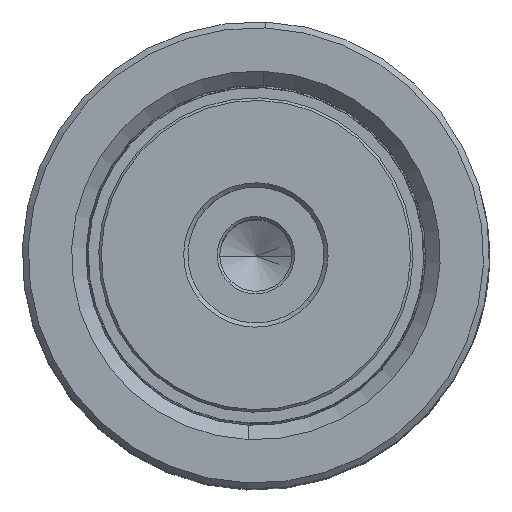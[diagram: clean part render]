
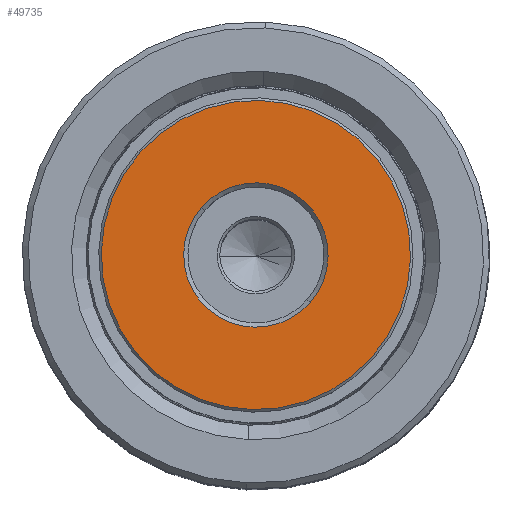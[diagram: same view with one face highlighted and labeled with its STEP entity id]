
A CAD part, top view. The second image highlights one B-rep face of the part: STEP entity #49735.
In plain terms, the highlighted face is planar.
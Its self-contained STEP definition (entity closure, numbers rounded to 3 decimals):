
#4206 = AXIS2_PLACEMENT_3D ( 'NONE', #19658, #24638, #19448 ) ;
#6599 = ORIENTED_EDGE ( 'NONE', *, *, #37124, .T. ) ;
#7951 = AXIS2_PLACEMENT_3D ( 'NONE', #39081, #43672, #15201 ) ;
#9365 = DIRECTION ( 'NONE',  ( 0., 0., 1. ) ) ;
#10496 = VERTEX_POINT ( 'NONE', #41240 ) ;
#11899 = EDGE_CURVE ( 'NONE', #58308, #43435, #42843, .T. ) ;
#13708 = EDGE_CURVE ( 'NONE', #10496, #35302, #24947, .T. ) ;
#15201 = DIRECTION ( 'NONE',  ( 1., 0., 0. ) ) ;
#16412 = DIRECTION ( 'NONE',  ( 0., 0., 1. ) ) ;
#19448 = DIRECTION ( 'NONE',  ( 1., 0., 0. ) ) ;
#19658 = CARTESIAN_POINT ( 'NONE',  ( 0., 0., 0. ) ) ;
#20288 = AXIS2_PLACEMENT_3D ( 'NONE', #59310, #21688, #40405 ) ;
#21688 = DIRECTION ( 'NONE',  ( 0., 0., 1. ) ) ;
#24138 = DIRECTION ( 'NONE',  ( 1., 0., 0. ) ) ;
#24638 = DIRECTION ( 'NONE',  ( 0., 0., -1. ) ) ;
#24947 = CIRCLE ( 'NONE', #7951, 18.2 ) ;
#26569 = EDGE_LOOP ( 'NONE', ( #37705, #57321 ) ) ;
#26647 = EDGE_CURVE ( 'NONE', #43435, #58308, #56992, .T. ) ;
#28116 = FACE_OUTER_BOUND ( 'NONE', #32965, .T. ) ;
#31115 = AXIS2_PLACEMENT_3D ( 'NONE', #36114, #16412, #50442 ) ;
#32965 = EDGE_LOOP ( 'NONE', ( #41224, #6599 ) ) ;
#35302 = VERTEX_POINT ( 'NONE', #42308 ) ;
#36114 = CARTESIAN_POINT ( 'NONE',  ( 0., 0., 0. ) ) ;
#37124 = EDGE_CURVE ( 'NONE', #35302, #10496, #50741, .T. ) ;
#37705 = ORIENTED_EDGE ( 'NONE', *, *, #11899, .T. ) ;
#39081 = CARTESIAN_POINT ( 'NONE',  ( 0., 0., 0. ) ) ;
#40405 = DIRECTION ( 'NONE',  ( 1., 0., 0. ) ) ;
#41224 = ORIENTED_EDGE ( 'NONE', *, *, #13708, .T. ) ;
#41240 = CARTESIAN_POINT ( 'NONE',  ( 18.2, 0., 0. ) ) ;
#42308 = CARTESIAN_POINT ( 'NONE',  ( -18.2, 0., 0. ) ) ;
#42843 = CIRCLE ( 'NONE', #20288, 8.5 ) ;
#43435 = VERTEX_POINT ( 'NONE', #52345 ) ;
#43672 = DIRECTION ( 'NONE',  ( 0., 0., -1. ) ) ;
#44419 = AXIS2_PLACEMENT_3D ( 'NONE', #47641, #9365, #24138 ) ;
#47132 = CARTESIAN_POINT ( 'NONE',  ( -8.5, 0., 0. ) ) ;
#47641 = CARTESIAN_POINT ( 'NONE',  ( 0., 0., 0. ) ) ;
#49735 = ADVANCED_FACE ( 'NONE', ( #28116, #51896 ), #54004, .F. ) ;
#50442 = DIRECTION ( 'NONE',  ( 1., 0., 0. ) ) ;
#50741 = CIRCLE ( 'NONE', #4206, 18.2 ) ;
#51896 = FACE_BOUND ( 'NONE', #26569, .T. ) ;
#52345 = CARTESIAN_POINT ( 'NONE',  ( 8.5, 0., 0. ) ) ;
#54004 = PLANE ( 'NONE',  #31115 ) ;
#56992 = CIRCLE ( 'NONE', #44419, 8.5 ) ;
#57321 = ORIENTED_EDGE ( 'NONE', *, *, #26647, .T. ) ;
#58308 = VERTEX_POINT ( 'NONE', #47132 ) ;
#59310 = CARTESIAN_POINT ( 'NONE',  ( 0., 0., 0. ) ) ;
